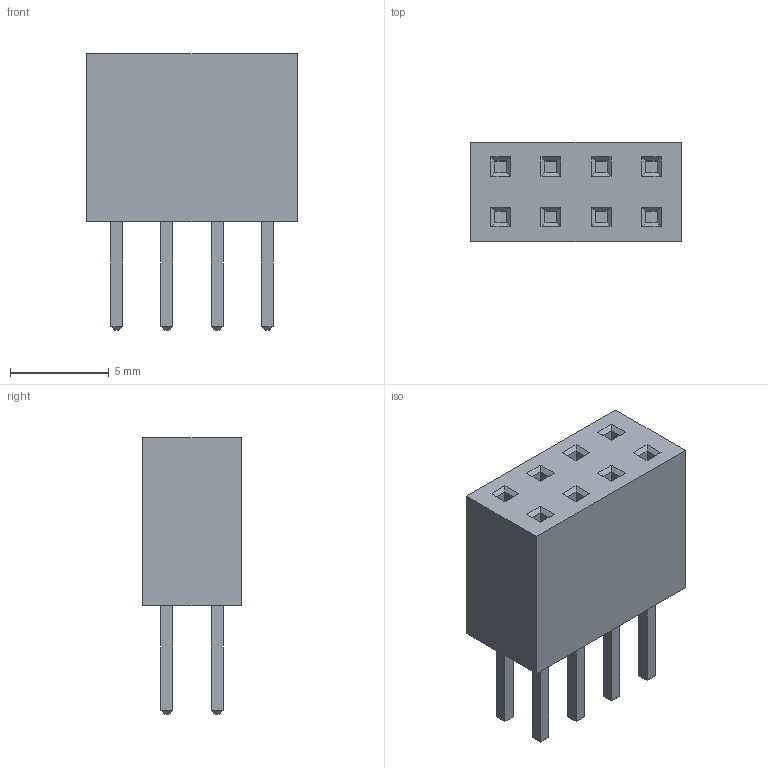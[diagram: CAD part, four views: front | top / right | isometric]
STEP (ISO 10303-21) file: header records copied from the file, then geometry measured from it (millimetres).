
FILE_DESCRIPTION(('FreeCAD Model'),'2;1');
FILE_NAME('2x4_female_connector.step', '2019-04-19T12:13:16',('Author'),(''), 'Open CASCADE STEP processor 6.8','FreeCAD','Unknown');
FILE_SCHEMA(('AUTOMOTIVE_DESIGN_CC2 { 1 2 10303 214 -1 1 5 4 }'));
Length unit declared in the file: millimetre
Products named in the file (2): ASSEMBLY; 2x4_female_connector
Assembly tree (1 placements, depth 2):
  ASSEMBLY
    2x4_female_connector
Bounding box: 10.66 x 5 x 14 mm (x, y, z)
Surface area: 637.1 mm2 (no closed solid volume)
Topology: 0 solids, 150 shells, 150 faces, 664 edges, 664 vertices
Faces by surface type: plane 150
Entity records: 12580 total; most frequent: CARTESIAN_POINT 2144, DIRECTION 1632, LINE 1328, VECTOR 1328, ORIENTED_EDGE 664, EDGE_CURVE 664, VERTEX_POINT 664, SURFACE_CURVE 664
